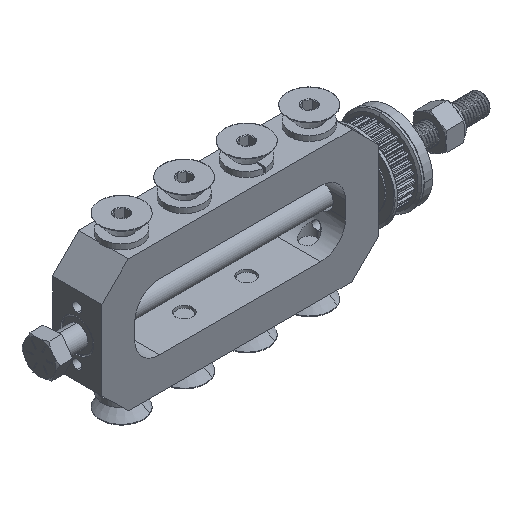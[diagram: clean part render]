
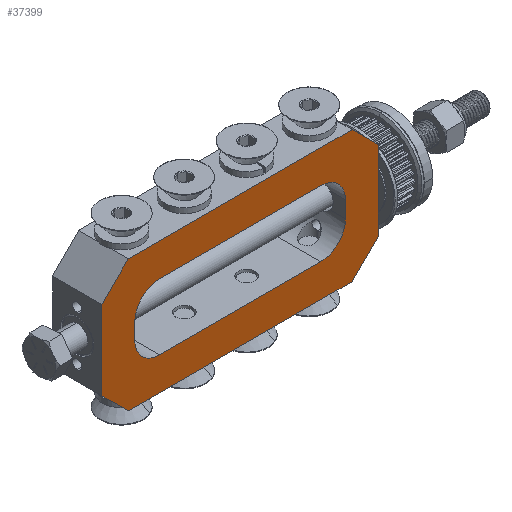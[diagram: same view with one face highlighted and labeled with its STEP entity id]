
A CAD part, isometric view. The second image highlights one B-rep face of the part: STEP entity #37399.
In plain terms, the highlighted planar face has unit normal (0, -1, 0).
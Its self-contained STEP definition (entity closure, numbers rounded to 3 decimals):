
#72 = EDGE_CURVE ( 'NONE', #33999, #36252, #25856, .T. ) ;
#138 = LINE ( 'NONE', #7524, #36804 ) ;
#325 = DIRECTION ( 'NONE',  ( 0.707, 0., 0.707 ) ) ;
#510 = CARTESIAN_POINT ( 'NONE',  ( 93.98, 0., -28.575 ) ) ;
#560 = CARTESIAN_POINT ( 'NONE',  ( 22.225, 0., -28.575 ) ) ;
#603 = AXIS2_PLACEMENT_3D ( 'NONE', #34398, #16999, #37285 ) ;
#738 = VECTOR ( 'NONE', #13300, 1000. ) ;
#980 = ORIENTED_EDGE ( 'NONE', *, *, #3509, .T. ) ;
#1406 = CARTESIAN_POINT ( 'NONE',  ( 106.68, 0., -10.16 ) ) ;
#1415 = AXIS2_PLACEMENT_3D ( 'NONE', #560, #20746, #3459 ) ;
#1701 = CARTESIAN_POINT ( 'NONE',  ( 106.68, 0., -9.525 ) ) ;
#1711 = CARTESIAN_POINT ( 'NONE',  ( 22.225, 0., -38.1 ) ) ;
#2137 = EDGE_CURVE ( 'NONE', #6370, #5903, #13090, .T. ) ;
#2264 = CIRCLE ( 'NONE', #603, 9.525 ) ;
#2580 = CARTESIAN_POINT ( 'NONE',  ( 93.98, 0., -28.575 ) ) ;
#2986 = AXIS2_PLACEMENT_3D ( 'NONE', #11972, #32287, #14890 ) ;
#3201 = VERTEX_POINT ( 'NONE', #11611 ) ;
#3270 = ORIENTED_EDGE ( 'NONE', *, *, #17886, .T. ) ;
#3347 = EDGE_CURVE ( 'NONE', #33595, #11242, #25286, .T. ) ;
#3365 = LINE ( 'NONE', #33431, #33258 ) ;
#3459 = DIRECTION ( 'NONE',  ( 0., 0., 1. ) ) ;
#3509 = EDGE_CURVE ( 'NONE', #33999, #19138, #19817, .T. ) ;
#3541 = CARTESIAN_POINT ( 'NONE',  ( 12.7, 0., -28.575 ) ) ;
#3568 = VECTOR ( 'NONE', #22803, 1000. ) ;
#3584 = LINE ( 'NONE', #15685, #11201 ) ;
#3588 = ORIENTED_EDGE ( 'NONE', *, *, #27591, .F. ) ;
#3728 = VERTEX_POINT ( 'NONE', #510 ) ;
#3956 = CARTESIAN_POINT ( 'NONE',  ( 12.7, 0., -22.225 ) ) ;
#4040 = ORIENTED_EDGE ( 'NONE', *, *, #2137, .T. ) ;
#4181 = EDGE_LOOP ( 'NONE', ( #19320, #4040, #3270, #32273, #27549, #14934, #35532, #17588 ) ) ;
#4599 = VERTEX_POINT ( 'NONE', #31977 ) ;
#5000 = VERTEX_POINT ( 'NONE', #18964 ) ;
#5112 = VERTEX_POINT ( 'NONE', #32187 ) ;
#5566 = DIRECTION ( 'NONE',  ( 0.707, 0., -0.707 ) ) ;
#5682 = CARTESIAN_POINT ( 'NONE',  ( 12.7, 0., -22.225 ) ) ;
#5762 = DIRECTION ( 'NONE',  ( 0., 0., 1. ) ) ;
#5811 = EDGE_CURVE ( 'NONE', #32554, #36252, #32871, .T. ) ;
#5903 = VERTEX_POINT ( 'NONE', #3956 ) ;
#6289 = CARTESIAN_POINT ( 'NONE',  ( 0., 0., -40.64 ) ) ;
#6370 = VERTEX_POINT ( 'NONE', #3541 ) ;
#7524 = CARTESIAN_POINT ( 'NONE',  ( 99.441, 0., -50.8 ) ) ;
#7726 = DIRECTION ( 'NONE',  ( 0., 1., 0. ) ) ;
#7861 = ORIENTED_EDGE ( 'NONE', *, *, #3347, .T. ) ;
#7879 = ORIENTED_EDGE ( 'NONE', *, *, #25107, .F. ) ;
#8364 = LINE ( 'NONE', #1701, #738 ) ;
#9119 = CARTESIAN_POINT ( 'NONE',  ( 0., 0., -40.64 ) ) ;
#9232 = DIRECTION ( 'NONE',  ( -0.707, 0., 0.707 ) ) ;
#9561 = AXIS2_PLACEMENT_3D ( 'NONE', #30361, #12974, #33292 ) ;
#9818 = ORIENTED_EDGE ( 'NONE', *, *, #36600, .F. ) ;
#9849 = VECTOR ( 'NONE', #5566, 1000. ) ;
#10358 = EDGE_CURVE ( 'NONE', #5000, #4599, #2264, .T. ) ;
#10414 = DIRECTION ( 'NONE',  ( -1., 0., 0. ) ) ;
#11201 = VECTOR ( 'NONE', #30279, 1000. ) ;
#11242 = VERTEX_POINT ( 'NONE', #30071 ) ;
#11611 = CARTESIAN_POINT ( 'NONE',  ( 84.455, 0., -38.1 ) ) ;
#11972 = CARTESIAN_POINT ( 'NONE',  ( 22.225, 0., -22.225 ) ) ;
#12101 = VECTOR ( 'NONE', #21136, 1000. ) ;
#12180 = VECTOR ( 'NONE', #5762, 1000. ) ;
#12620 = ORIENTED_EDGE ( 'NONE', *, *, #25766, .T. ) ;
#12694 = FACE_BOUND ( 'NONE', #4181, .T. ) ;
#12974 = DIRECTION ( 'NONE',  ( 0., 1., 0. ) ) ;
#13090 = LINE ( 'NONE', #5682, #12180 ) ;
#13226 = CIRCLE ( 'NONE', #2986, 9.525 ) ;
#13300 = DIRECTION ( 'NONE',  ( 0., 0., -1. ) ) ;
#13671 = EDGE_CURVE ( 'NONE', #28644, #6370, #20645, .T. ) ;
#14360 = VECTOR ( 'NONE', #325, 1000. ) ;
#14890 = DIRECTION ( 'NONE',  ( 0., 0., 1. ) ) ;
#14934 = ORIENTED_EDGE ( 'NONE', *, *, #32065, .T. ) ;
#15685 = CARTESIAN_POINT ( 'NONE',  ( 0., 0., -41.275 ) ) ;
#16317 = VECTOR ( 'NONE', #27338, 1000. ) ;
#16678 = VECTOR ( 'NONE', #24834, 1000. ) ;
#16999 = DIRECTION ( 'NONE',  ( 0., 1., 0. ) ) ;
#17588 = ORIENTED_EDGE ( 'NONE', *, *, #31910, .T. ) ;
#17886 = EDGE_CURVE ( 'NONE', #5903, #5112, #13226, .T. ) ;
#18964 = CARTESIAN_POINT ( 'NONE',  ( 84.455, 0., -12.7 ) ) ;
#19138 = VERTEX_POINT ( 'NONE', #30003 ) ;
#19244 = PLANE ( 'NONE',  #20973 ) ;
#19320 = ORIENTED_EDGE ( 'NONE', *, *, #13671, .T. ) ;
#19482 = CARTESIAN_POINT ( 'NONE',  ( 10.16, 0., 0. ) ) ;
#19817 = LINE ( 'NONE', #22556, #12101 ) ;
#20645 = CIRCLE ( 'NONE', #1415, 9.525 ) ;
#20746 = DIRECTION ( 'NONE',  ( 0., 1., 0. ) ) ;
#20973 = AXIS2_PLACEMENT_3D ( 'NONE', #25095, #7726, #27995 ) ;
#21136 = DIRECTION ( 'NONE',  ( -0.707, 0., -0.707 ) ) ;
#21859 = EDGE_CURVE ( 'NONE', #3728, #3201, #22540, .T. ) ;
#21871 = DIRECTION ( 'NONE',  ( 1., 0., 0. ) ) ;
#22051 = LINE ( 'NONE', #25988, #14360 ) ;
#22540 = CIRCLE ( 'NONE', #9561, 9.525 ) ;
#22556 = CARTESIAN_POINT ( 'NONE',  ( 0., 0., -10.16 ) ) ;
#22794 = CARTESIAN_POINT ( 'NONE',  ( 22.225, 0., -38.1 ) ) ;
#22803 = DIRECTION ( 'NONE',  ( 0., 0., -1. ) ) ;
#24008 = ORIENTED_EDGE ( 'NONE', *, *, #72, .F. ) ;
#24196 = EDGE_LOOP ( 'NONE', ( #3588, #26444, #24008, #980, #7879, #7861, #9818, #12620 ) ) ;
#24834 = DIRECTION ( 'NONE',  ( -1., 0., 0. ) ) ;
#25095 = CARTESIAN_POINT ( 'NONE',  ( 53.34, 0., -111.459 ) ) ;
#25107 = EDGE_CURVE ( 'NONE', #33595, #19138, #3584, .T. ) ;
#25286 = LINE ( 'NONE', #6289, #9849 ) ;
#25727 = LINE ( 'NONE', #2580, #3568 ) ;
#25766 = EDGE_CURVE ( 'NONE', #37112, #33053, #22051, .T. ) ;
#25856 = LINE ( 'NONE', #34074, #16317 ) ;
#25988 = CARTESIAN_POINT ( 'NONE',  ( 106.68, 0., -40.64 ) ) ;
#26055 = VECTOR ( 'NONE', #9232, 1000. ) ;
#26444 = ORIENTED_EDGE ( 'NONE', *, *, #5811, .T. ) ;
#26598 = CARTESIAN_POINT ( 'NONE',  ( 106.68, 0., -10.16 ) ) ;
#27338 = DIRECTION ( 'NONE',  ( 1., 0., 0. ) ) ;
#27549 = ORIENTED_EDGE ( 'NONE', *, *, #10358, .T. ) ;
#27591 = EDGE_CURVE ( 'NONE', #32554, #33053, #8364, .T. ) ;
#27670 = CARTESIAN_POINT ( 'NONE',  ( 96.52, 0., 0. ) ) ;
#27995 = DIRECTION ( 'NONE',  ( 0., 0., 1. ) ) ;
#28644 = VERTEX_POINT ( 'NONE', #22794 ) ;
#29664 = CARTESIAN_POINT ( 'NONE',  ( 96.52, 0., -50.8 ) ) ;
#30003 = CARTESIAN_POINT ( 'NONE',  ( 0., 0., -10.16 ) ) ;
#30071 = CARTESIAN_POINT ( 'NONE',  ( 10.16, 0., -50.8 ) ) ;
#30279 = DIRECTION ( 'NONE',  ( 0., 0., 1. ) ) ;
#30361 = CARTESIAN_POINT ( 'NONE',  ( 84.455, 0., -28.575 ) ) ;
#31910 = EDGE_CURVE ( 'NONE', #3201, #28644, #32123, .T. ) ;
#31977 = CARTESIAN_POINT ( 'NONE',  ( 93.98, 0., -22.225 ) ) ;
#32065 = EDGE_CURVE ( 'NONE', #4599, #3728, #25727, .T. ) ;
#32123 = LINE ( 'NONE', #1711, #16678 ) ;
#32187 = CARTESIAN_POINT ( 'NONE',  ( 22.225, 0., -12.7 ) ) ;
#32273 = ORIENTED_EDGE ( 'NONE', *, *, #35687, .T. ) ;
#32287 = DIRECTION ( 'NONE',  ( 0., 1., 0. ) ) ;
#32554 = VERTEX_POINT ( 'NONE', #1406 ) ;
#32871 = LINE ( 'NONE', #26598, #26055 ) ;
#33053 = VERTEX_POINT ( 'NONE', #35686 ) ;
#33258 = VECTOR ( 'NONE', #21871, 1000. ) ;
#33292 = DIRECTION ( 'NONE',  ( 0., 0., 1. ) ) ;
#33431 = CARTESIAN_POINT ( 'NONE',  ( 84.455, 0., -12.7 ) ) ;
#33595 = VERTEX_POINT ( 'NONE', #9119 ) ;
#33999 = VERTEX_POINT ( 'NONE', #19482 ) ;
#34074 = CARTESIAN_POINT ( 'NONE',  ( 7.239, 0., 0. ) ) ;
#34398 = CARTESIAN_POINT ( 'NONE',  ( 84.455, 0., -22.225 ) ) ;
#35532 = ORIENTED_EDGE ( 'NONE', *, *, #21859, .T. ) ;
#35686 = CARTESIAN_POINT ( 'NONE',  ( 106.68, 0., -40.64 ) ) ;
#35687 = EDGE_CURVE ( 'NONE', #5112, #5000, #3365, .T. ) ;
#35865 = FACE_OUTER_BOUND ( 'NONE', #24196, .T. ) ;
#36252 = VERTEX_POINT ( 'NONE', #27670 ) ;
#36600 = EDGE_CURVE ( 'NONE', #37112, #11242, #138, .T. ) ;
#36804 = VECTOR ( 'NONE', #10414, 1000. ) ;
#37112 = VERTEX_POINT ( 'NONE', #29664 ) ;
#37285 = DIRECTION ( 'NONE',  ( 0., 0., 1. ) ) ;
#37399 = ADVANCED_FACE ( 'NONE', ( #35865, #12694 ), #19244, .F. ) ;
